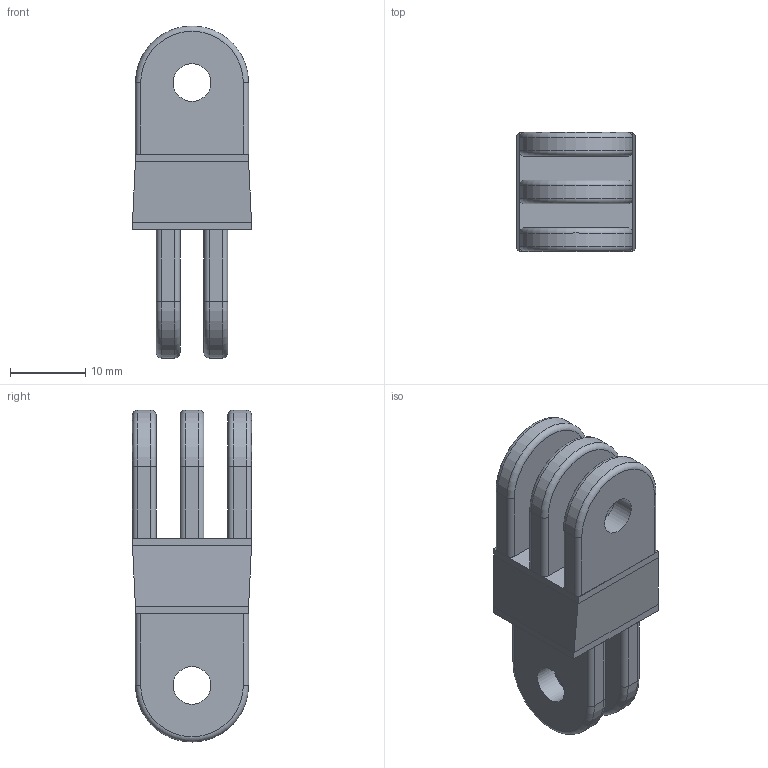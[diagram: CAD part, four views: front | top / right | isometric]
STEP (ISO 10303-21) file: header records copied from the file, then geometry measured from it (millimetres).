
FILE_DESCRIPTION(('FreeCAD Model'),'2;1');
FILE_NAME('Open CASCADE Shape Model','2025-01-23T15:33:26',(''),(''), 'Open CASCADE STEP processor 7.6','FreeCAD','Unknown');
FILE_SCHEMA(('AUTOMOTIVE_DESIGN { 1 0 10303 214 1 1 1 1 }'));
Length unit declared in the file: millimetre
Products named in the file (11): crank y2x001; mnt_010; base008; pin018; pin019; mnt_011; base009; pin020; pin-din004; pin021; crank003
Assembly tree (10 placements, depth 3):
  crank y2x001
    mnt_010
      base008
      pin018
      pin019
    mnt_011
      base009
      pin020
      pin-din004
      pin021
    crank003
Bounding box: 15.78 x 15.78 x 44 mm (x, y, z)
Volume: 5639.8 mm3; surface area: 5167.9 mm2
Topology: 8 solids, 8 shells, 83 faces, 181 edges, 114 vertices
Faces by surface type: plane 43, cylinder 30, torus 10
Full cylindrical faces by diameter (mm): 5 x5
Entity records: 2543 total; most frequent: DIRECTION 439, CARTESIAN_POINT 389, ORIENTED_EDGE 362, EDGE_CURVE 181, AXIS2_PLACEMENT_3D 164, VERTEX_POINT 114, LINE 111, VECTOR 111
